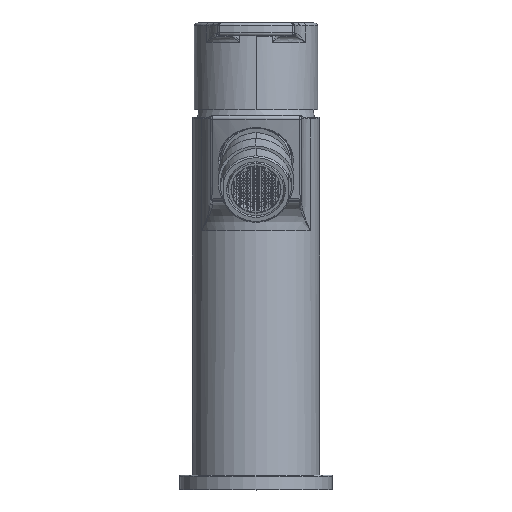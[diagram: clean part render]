
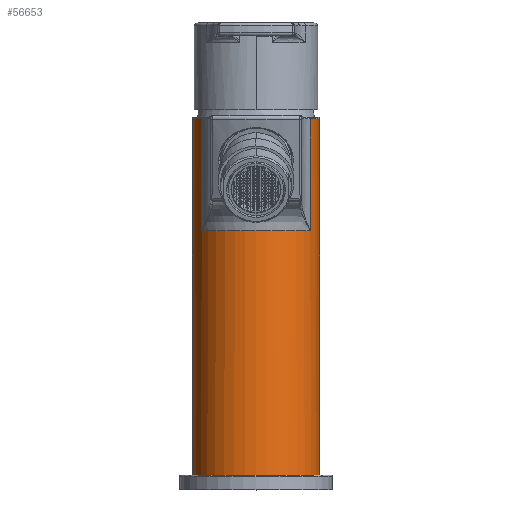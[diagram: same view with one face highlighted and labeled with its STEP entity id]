
A CAD part, top view. The second image highlights one B-rep face of the part: STEP entity #56653.
In plain terms, the highlighted cylindrical face has radius 21.6 mm (diameter 43.2 mm), a partial arc.
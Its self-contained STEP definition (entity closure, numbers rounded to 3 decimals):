
#4927=CARTESIAN_POINT('',(18.433,84.,11.26));
#4946=CARTESIAN_POINT('',(0.,84.,0.));
#4947=DIRECTION('',(0.,-1.,0.));
#4948=DIRECTION('',(0.853,0.,0.521));
#4949=AXIS2_PLACEMENT_3D('',#4946,#4947,#4948);
#4975=CARTESIAN_POINT('',(-18.433,84.,11.26));
#4977=DIRECTION('',(0.,1.,0.));
#4978=VECTOR('',#4977,38.);
#4979=CARTESIAN_POINT('',(-18.433,84.,11.26));
#4980=LINE('',#4979,#4978);
#4986=CARTESIAN_POINT('',(0.,1.,0.));
#4987=DIRECTION('',(0.,1.,0.));
#4988=DIRECTION('',(-1.,0.,0.));
#4989=AXIS2_PLACEMENT_3D('',#4986,#4987,#4988);
#4991=DIRECTION('',(0.,1.,0.));
#4992=VECTOR('',#4991,121.);
#4993=CARTESIAN_POINT('',(-21.6,1.,0.));
#4994=LINE('',#4993,#4992);
#4995=CARTESIAN_POINT('',(0.,122.,0.));
#4996=DIRECTION('',(0.,1.,0.));
#4997=DIRECTION('',(-1.,0.,0.));
#4998=AXIS2_PLACEMENT_3D('',#4995,#4996,#4997);
#5000=CARTESIAN_POINT('',(0.,122.,0.));
#5001=DIRECTION('',(0.,1.,0.));
#5002=DIRECTION('',(0.853,0.,0.521));
#5003=AXIS2_PLACEMENT_3D('',#5000,#5001,#5002);
#9057=DIRECTION('',(0.,1.,0.));
#9058=VECTOR('',#9057,121.);
#9059=CARTESIAN_POINT('',(21.6,1.,0.));
#9060=LINE('',#9059,#9058);
#42125=DIRECTION('',(0.,-1.,0.));
#42126=VECTOR('',#42125,38.);
#42127=CARTESIAN_POINT('',(18.433,122.,11.26));
#42128=LINE('',#42127,#42126);
#42392=VERTEX_POINT('',#4975);
#42400=VERTEX_POINT('',#4927);
#42429=CARTESIAN_POINT('',(18.433,122.,11.26));
#42430=VERTEX_POINT('',#42429);
#42431=CARTESIAN_POINT('',(-18.433,122.,11.26));
#42432=VERTEX_POINT('',#42431);
#42549=CARTESIAN_POINT('',(-21.6,122.,0.));
#42550=VERTEX_POINT('',#42549);
#42551=CARTESIAN_POINT('',(21.6,122.,0.));
#42552=VERTEX_POINT('',#42551);
#52306=CARTESIAN_POINT('',(21.6,1.,0.));
#52307=CARTESIAN_POINT('',(-21.6,1.,0.));
#52308=VERTEX_POINT('',#52306);
#52309=VERTEX_POINT('',#52307);
#56632=CARTESIAN_POINT('',(0.,0.,0.));
#56633=DIRECTION('',(0.,1.,0.));
#56634=DIRECTION('',(1.,0.,0.));
#56635=AXIS2_PLACEMENT_3D('',#56632,#56633,#56634);
#56636=CYLINDRICAL_SURFACE('',#56635,21.6);
#56638=ORIENTED_EDGE('',*,*,#56637,.F.);
#56640=ORIENTED_EDGE('',*,*,#56639,.T.);
#56642=ORIENTED_EDGE('',*,*,#56641,.T.);
#56643=ORIENTED_EDGE('',*,*,#56617,.F.);
#56644=ORIENTED_EDGE('',*,*,#56548,.F.);
#56646=ORIENTED_EDGE('',*,*,#56645,.F.);
#56648=ORIENTED_EDGE('',*,*,#56647,.T.);
#56650=ORIENTED_EDGE('',*,*,#56649,.F.);
#56651=EDGE_LOOP('',(#56638,#56640,#56642,#56643,#56644,#56646,#56648,#56650));
#56652=FACE_OUTER_BOUND('',#56651,.F.);
#56653=ADVANCED_FACE('',(#56652),#56636,.T.);
#4950=CIRCLE('',#4949,21.6);
#4990=CIRCLE('',#4989,21.6);
#4999=CIRCLE('',#4998,21.6);
#5004=CIRCLE('',#5003,21.6);
#56548=EDGE_CURVE('',#42400,#42392,#4950,.T.);
#56617=EDGE_CURVE('',#42392,#42432,#4980,.T.);
#56637=EDGE_CURVE('',#52309,#52308,#4990,.T.);
#56639=EDGE_CURVE('',#52309,#42550,#4994,.T.);
#56641=EDGE_CURVE('',#42550,#42432,#4999,.T.);
#56645=EDGE_CURVE('',#42430,#42400,#42128,.T.);
#56647=EDGE_CURVE('',#42430,#42552,#5004,.T.);
#56649=EDGE_CURVE('',#52308,#42552,#9060,.T.);
